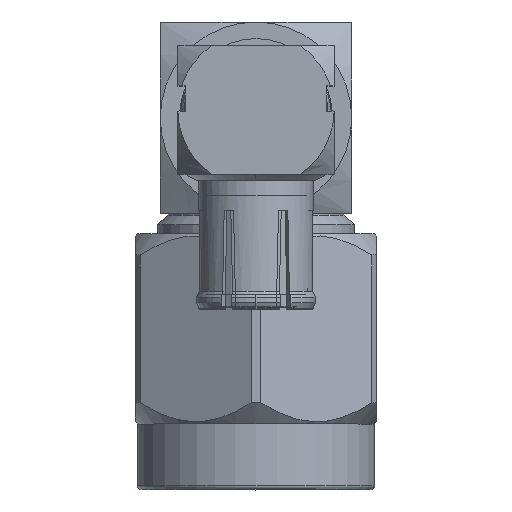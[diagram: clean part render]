
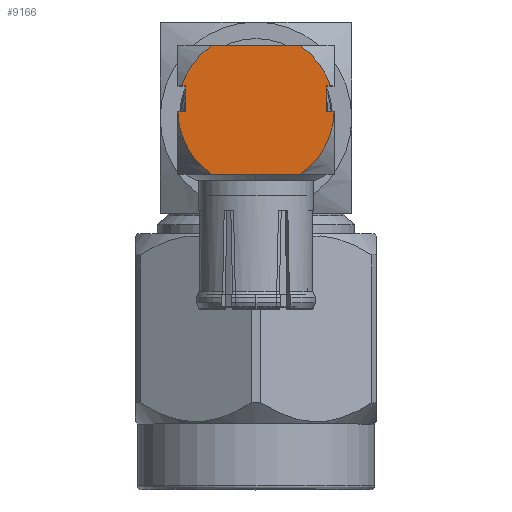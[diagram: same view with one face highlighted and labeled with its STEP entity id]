
A CAD part, top view. The second image highlights one B-rep face of the part: STEP entity #9166.
In plain terms, the highlighted face is planar.
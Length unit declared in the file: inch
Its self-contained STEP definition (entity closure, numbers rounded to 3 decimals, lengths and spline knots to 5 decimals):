
#136 = CARTESIAN_POINT ( 'NONE',  ( -0.1056, 0.1653, 0. ) ) ;
#147 = EDGE_CURVE ( 'NONE', #10502, #6291, #3166, .T. ) ;
#639 = EDGE_LOOP ( 'NONE', ( #6479, #684, #5207, #13867, #6464, #9930, #8687, #9420, #5777, #11598, #7652, #16135 ) ) ;
#684 = ORIENTED_EDGE ( 'NONE', *, *, #8082, .T. ) ;
#1030 = CARTESIAN_POINT ( 'NONE',  ( -0.10559, 0.1634, -0.10199 ) ) ;
#1493 = CARTESIAN_POINT ( 'NONE',  ( -0.1056, 0.1968, -0.092 ) ) ;
#1760 = CARTESIAN_POINT ( 'NONE',  ( -0.1056, 0.0813, -0.092 ) ) ;
#1777 = DIRECTION ( 'NONE',  ( 0., 0., -1. ) ) ;
#2078 = DIRECTION ( 'NONE',  ( 0., 0., 1. ) ) ;
#2199 = DIRECTION ( 'NONE',  ( 0., 0., 1. ) ) ;
#2764 = VERTEX_POINT ( 'NONE', #6063 ) ;
#2963 = DIRECTION ( 'NONE',  ( 0., 0., -1. ) ) ;
#3014 = VERTEX_POINT ( 'NONE', #12789 ) ;
#3054 = VERTEX_POINT ( 'NONE', #8034 ) ;
#3084 = DIRECTION ( 'NONE',  ( 1., 0., 0. ) ) ;
#3087 = LINE ( 'NONE', #7322, #10350 ) ;
#3166 = CIRCLE ( 'NONE', #12908, 0.102 ) ;
#3398 = EDGE_CURVE ( 'NONE', #5761, #3014, #10658, .T. ) ;
#3856 = VECTOR ( 'NONE', #8667, 39.37008 ) ;
#3930 = VECTOR ( 'NONE', #1777, 39.37008 ) ;
#4438 = EDGE_CURVE ( 'NONE', #12403, #10368, #13380, .T. ) ;
#4963 = VECTOR ( 'NONE', #6546, 39.37008 ) ;
#4969 = VERTEX_POINT ( 'NONE', #1493 ) ;
#5194 = CARTESIAN_POINT ( 'NONE',  ( -0.10559, 0.1634, 0.10199 ) ) ;
#5207 = ORIENTED_EDGE ( 'NONE', *, *, #11812, .F. ) ;
#5705 = CARTESIAN_POINT ( 'NONE',  ( -0.1056, 0.1634, 0.092 ) ) ;
#5761 = VERTEX_POINT ( 'NONE', #5194 ) ;
#5777 = ORIENTED_EDGE ( 'NONE', *, *, #9153, .T. ) ;
#5861 = VECTOR ( 'NONE', #13365, 39.37008 ) ;
#6004 = EDGE_CURVE ( 'NONE', #4969, #3054, #8057, .T. ) ;
#6063 = CARTESIAN_POINT ( 'NONE',  ( -0.1056, 0.2493, -0.05786 ) ) ;
#6118 = DIRECTION ( 'NONE',  ( 0., 0., -1. ) ) ;
#6291 = VERTEX_POINT ( 'NONE', #1030 ) ;
#6347 = VERTEX_POINT ( 'NONE', #12555 ) ;
#6440 = CARTESIAN_POINT ( 'NONE',  ( -0.1056, 0.0813, 0.092 ) ) ;
#6441 = LINE ( 'NONE', #12238, #15798 ) ;
#6464 = ORIENTED_EDGE ( 'NONE', *, *, #6545, .F. ) ;
#6479 = ORIENTED_EDGE ( 'NONE', *, *, #6004, .F. ) ;
#6497 = LINE ( 'NONE', #6693, #3930 ) ;
#6545 = EDGE_CURVE ( 'NONE', #3014, #10502, #6497, .T. ) ;
#6546 = DIRECTION ( 'NONE',  ( 0., 1., 0. ) ) ;
#6693 = CARTESIAN_POINT ( 'NONE',  ( -0.1056, 0.0813, 0.102 ) ) ;
#7019 = AXIS2_PLACEMENT_3D ( 'NONE', #16178, #16229, #11257 ) ;
#7242 = VECTOR ( 'NONE', #13146, 39.37008 ) ;
#7322 = CARTESIAN_POINT ( 'NONE',  ( -0.1056, 0.1968, 0.102 ) ) ;
#7652 = ORIENTED_EDGE ( 'NONE', *, *, #11396, .T. ) ;
#8034 = CARTESIAN_POINT ( 'NONE',  ( -0.1056, 0.1968, -0.09701 ) ) ;
#8057 = LINE ( 'NONE', #15556, #9611 ) ;
#8082 = EDGE_CURVE ( 'NONE', #4969, #16086, #9011, .T. ) ;
#8667 = DIRECTION ( 'NONE',  ( 0., 0., -1. ) ) ;
#8687 = ORIENTED_EDGE ( 'NONE', *, *, #9851, .T. ) ;
#8869 = CARTESIAN_POINT ( 'NONE',  ( -0.1056, 0.1634, -0.092 ) ) ;
#8938 = DIRECTION ( 'NONE',  ( 0., 0., -1. ) ) ;
#8988 = DIRECTION ( 'NONE',  ( 1., 0., 0. ) ) ;
#9011 = LINE ( 'NONE', #1760, #7242 ) ;
#9153 = EDGE_CURVE ( 'NONE', #10368, #6347, #3087, .T. ) ;
#9166 = ADVANCED_FACE ( 'NONE', ( #12095 ), #13397, .F. ) ;
#9337 = DIRECTION ( 'NONE',  ( 0., 0., -1. ) ) ;
#9420 = ORIENTED_EDGE ( 'NONE', *, *, #4438, .T. ) ;
#9566 = EDGE_CURVE ( 'NONE', #3054, #2764, #11707, .T. ) ;
#9611 = VECTOR ( 'NONE', #9337, 39.37008 ) ;
#9619 = DIRECTION ( 'NONE',  ( 0., 0., -1. ) ) ;
#9686 = CIRCLE ( 'NONE', #7019, 0.102 ) ;
#9733 = CARTESIAN_POINT ( 'NONE',  ( -0.1056, 0.0813, 0.102 ) ) ;
#9834 = DIRECTION ( 'NONE',  ( 1., 0., 0. ) ) ;
#9851 = EDGE_CURVE ( 'NONE', #5761, #12403, #15978, .T. ) ;
#9930 = ORIENTED_EDGE ( 'NONE', *, *, #3398, .F. ) ;
#10020 = CARTESIAN_POINT ( 'NONE',  ( -0.1056, 0.0813, -0.05786 ) ) ;
#10350 = VECTOR ( 'NONE', #2199, 39.37008 ) ;
#10368 = VERTEX_POINT ( 'NONE', #10894 ) ;
#10429 = AXIS2_PLACEMENT_3D ( 'NONE', #9733, #12248, #9619 ) ;
#10502 = VERTEX_POINT ( 'NONE', #10020 ) ;
#10658 = CIRCLE ( 'NONE', #13512, 0.102 ) ;
#10894 = CARTESIAN_POINT ( 'NONE',  ( -0.1056, 0.1968, 0.092 ) ) ;
#11257 = DIRECTION ( 'NONE',  ( 0., 0., 1. ) ) ;
#11396 = EDGE_CURVE ( 'NONE', #13441, #2764, #15613, .T. ) ;
#11598 = ORIENTED_EDGE ( 'NONE', *, *, #14573, .T. ) ;
#11707 = CIRCLE ( 'NONE', #14320, 0.102 ) ;
#11812 = EDGE_CURVE ( 'NONE', #6291, #16086, #6441, .T. ) ;
#12095 = FACE_OUTER_BOUND ( 'NONE', #639, .T. ) ;
#12104 = CARTESIAN_POINT ( 'NONE',  ( -0.1056, 0.2493, 0.102 ) ) ;
#12238 = CARTESIAN_POINT ( 'NONE',  ( -0.1056, 0.1634, 0.102 ) ) ;
#12248 = DIRECTION ( 'NONE',  ( 1., 0., 0. ) ) ;
#12403 = VERTEX_POINT ( 'NONE', #5705 ) ;
#12555 = CARTESIAN_POINT ( 'NONE',  ( -0.1056, 0.1968, 0.09701 ) ) ;
#12789 = CARTESIAN_POINT ( 'NONE',  ( -0.1056, 0.0813, 0.05786 ) ) ;
#12886 = CARTESIAN_POINT ( 'NONE',  ( -0.1056, 0.2493, 0.05786 ) ) ;
#12908 = AXIS2_PLACEMENT_3D ( 'NONE', #15899, #9834, #6118 ) ;
#13105 = CARTESIAN_POINT ( 'NONE',  ( -0.1056, 0.1653, 0. ) ) ;
#13146 = DIRECTION ( 'NONE',  ( 0., -1., 0. ) ) ;
#13365 = DIRECTION ( 'NONE',  ( 0., 0., -1. ) ) ;
#13380 = LINE ( 'NONE', #6440, #4963 ) ;
#13397 = PLANE ( 'NONE',  #10429 ) ;
#13441 = VERTEX_POINT ( 'NONE', #12886 ) ;
#13512 = AXIS2_PLACEMENT_3D ( 'NONE', #136, #8988, #8938 ) ;
#13649 = CARTESIAN_POINT ( 'NONE',  ( -0.1056, 0.1634, 0.102 ) ) ;
#13867 = ORIENTED_EDGE ( 'NONE', *, *, #147, .F. ) ;
#14320 = AXIS2_PLACEMENT_3D ( 'NONE', #13105, #3084, #2963 ) ;
#14573 = EDGE_CURVE ( 'NONE', #6347, #13441, #9686, .T. ) ;
#15556 = CARTESIAN_POINT ( 'NONE',  ( -0.1056, 0.1968, 0.102 ) ) ;
#15613 = LINE ( 'NONE', #12104, #5861 ) ;
#15798 = VECTOR ( 'NONE', #2078, 39.37008 ) ;
#15899 = CARTESIAN_POINT ( 'NONE',  ( -0.1056, 0.1653, 0. ) ) ;
#15978 = LINE ( 'NONE', #13649, #3856 ) ;
#16086 = VERTEX_POINT ( 'NONE', #8869 ) ;
#16135 = ORIENTED_EDGE ( 'NONE', *, *, #9566, .F. ) ;
#16178 = CARTESIAN_POINT ( 'NONE',  ( -0.1056, 0.1653, 0. ) ) ;
#16229 = DIRECTION ( 'NONE',  ( -1., 0., 0. ) ) ;
